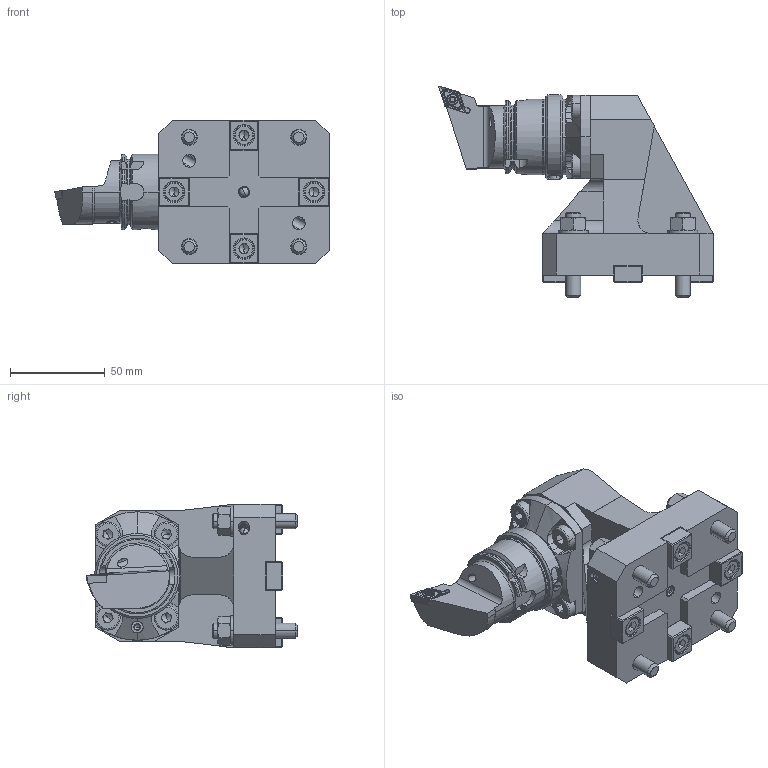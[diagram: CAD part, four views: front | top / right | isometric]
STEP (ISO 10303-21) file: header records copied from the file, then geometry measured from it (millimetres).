
FILE_DESCRIPTION (( 'STEP AP214' ), '1' );
FILE_NAME ('REA-HA4.B45.073-11.STEP', '2017-09-27T10:27:08', ( 'SWIAdmin' ), ( 'Hewlett-Packard Company' ), 'SwSTEP 2.0', 'SolidWorks 2017', '' );
FILE_SCHEMA (( 'AUTOMOTIVE_DESIGN' ));
Length unit declared in the file: millimetre
Products named in the file (28): DIN 3771 - 33x2; HA4-ER1.001.000; Spindel; GrundkörperHSK40; Stift; Backe; DIN 3771 - 12x1.5; Dichtung; DIN 7984 - M8 x 25; ISO 13337 - 3 x 14_PreviewCfg; U40-HA4.001.025_D; HA4-KDB.LHA.055; ISO 4762 - M6 x 8_PreviewCfg; KVT_MB_600_050; BM5-ER1.015.009_A; DCMT11T304; ISO 4026 - M8 x 45; WCB-ER2.001.009_A; ISO 7089 - 8_PreviewCfg; HA4-KDB.LHA.055_A_Fertigbearbeitung; ISO 4032 - M8_PreviewCfg; U40-HA4.001.025; KVT_MB_600_060; U40-ER1.010.012_A; REA-HA4.B45.073-11_A; HA4-ER2.002.005; HA4-ER3.003.009; REA-HA4.B45.073-11
Assembly tree (48 placements, depth 4):
  REA-HA4.B45.073-11
    REA-HA4.B45.073-11_A
    KVT_MB_600_060  x3
    ISO 4032 - M8_PreviewCfg  x4
    ISO 7089 - 8_PreviewCfg  x4
    ISO 4026 - M8 x 45  x4
    BM5-ER1.015.009_A  x4
    ISO 4762 - M6 x 8_PreviewCfg  x4
    U40-HA4.001.025
      U40-HA4.001.025_D
      ISO 13337 - 3 x 14_PreviewCfg
      DIN 7984 - M8 x 25  x4
      HA4-ER1.001.000
        Dichtung
        DIN 3771 - 12x1.5
        Backe  x2
        Stift
        GrundkörperHSK40
        Spindel
      DIN 3771 - 33x2
      HA4-ER3.003.009
      HA4-ER2.002.005
      U40-ER1.010.012_A
    HA4-KDB.LHA.055
      HA4-KDB.LHA.055_A_Fertigbearbeitung
      WCB-ER2.001.009_A
      DCMT11T304
      KVT_MB_600_050
Bounding box: 145 x 112 x 76 mm (x, y, z)
Volume: 388488.9 mm3; surface area: 110654.5 mm2
Topology: 49 solids, 49 shells, 1507 faces, 3579 edges, 2141 vertices
Faces by surface type: plane 563, cylinder 411, cone 385, torus 97, bspline 41, sphere 10
Entity records: 37362 total; most frequent: CARTESIAN_POINT 10204, DIRECTION 5154, ORIENTED_EDGE 5028, EDGE_CURVE 2514, AXIS2_PLACEMENT_3D 2027, VERTEX_POINT 1555, EDGE_LOOP 1133, LINE 1100
